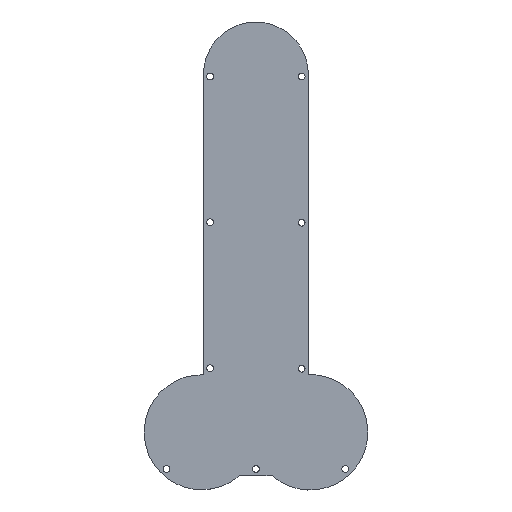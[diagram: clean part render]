
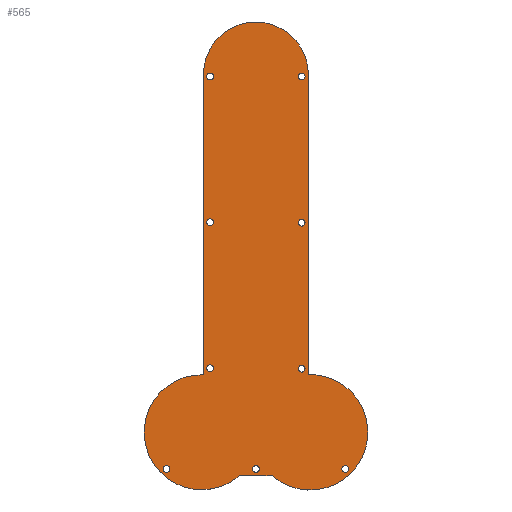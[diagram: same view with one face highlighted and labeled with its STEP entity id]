
A CAD part, top view. The second image highlights one B-rep face of the part: STEP entity #565.
In plain terms, the highlighted planar face has unit normal (0, 0, 1).
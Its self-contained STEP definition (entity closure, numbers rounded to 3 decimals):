
#81 = VERTEX_POINT('',#82);
#82 = CARTESIAN_POINT('',(123.498,-83.027,0.));
#99 = VERTEX_POINT('',#100);
#100 = CARTESIAN_POINT('',(123.5,5.65,0.));
#106 = EDGE_CURVE('',#81,#99,#107,.T.);
#107 = LINE('',#108,#109);
#108 = CARTESIAN_POINT('',(123.498,-83.027,0.));
#109 = VECTOR('',#110,1.);
#110 = DIRECTION('',(0.,1.,0.));
#131 = VERTEX_POINT('',#132);
#132 = CARTESIAN_POINT('',(134.1,-112.85,0.));
#138 = EDGE_CURVE('',#81,#131,#139,.T.);
#139 = CIRCLE('',#140,16.98);
#140 = AXIS2_PLACEMENT_3D('',#141,#142,#143);
#141 = CARTESIAN_POINT('',(123.,-100.,0.));
#142 = DIRECTION('',(0.,0.,1.));
#143 = DIRECTION('',(1.,0.,0.));
#154 = VERTEX_POINT('',#155);
#155 = CARTESIAN_POINT('',(154.5,5.65,0.));
#171 = EDGE_CURVE('',#154,#99,#172,.T.);
#172 = CIRCLE('',#173,15.5);
#173 = AXIS2_PLACEMENT_3D('',#174,#175,#176);
#174 = CARTESIAN_POINT('',(139.,5.6,0.));
#175 = DIRECTION('',(0.,0.,1.));
#176 = DIRECTION('',(1.,0.,0.));
#187 = VERTEX_POINT('',#188);
#188 = CARTESIAN_POINT('',(143.8,-112.85,0.));
#203 = EDGE_CURVE('',#187,#131,#204,.T.);
#204 = LINE('',#205,#206);
#205 = CARTESIAN_POINT('',(143.8,-112.85,0.));
#206 = VECTOR('',#207,1.);
#207 = DIRECTION('',(-1.,0.,0.));
#218 = VERTEX_POINT('',#219);
#219 = CARTESIAN_POINT('',(154.5,-82.961,0.));
#234 = EDGE_CURVE('',#218,#154,#235,.T.);
#235 = LINE('',#236,#237);
#236 = CARTESIAN_POINT('',(154.5,-82.961,0.));
#237 = VECTOR('',#238,1.);
#238 = DIRECTION('',(0.,1.,0.));
#257 = EDGE_CURVE('',#187,#218,#258,.T.);
#258 = CIRCLE('',#259,17.046);
#259 = AXIS2_PLACEMENT_3D('',#260,#261,#262);
#260 = CARTESIAN_POINT('',(155.,-100.,0.));
#261 = DIRECTION('',(0.,0.,1.));
#262 = DIRECTION('',(1.,0.,0.));
#273 = VERTEX_POINT('',#274);
#274 = CARTESIAN_POINT('',(140.,-110.85,0.));
#290 = EDGE_CURVE('',#273,#273,#291,.T.);
#291 = CIRCLE('',#292,1.);
#292 = AXIS2_PLACEMENT_3D('',#293,#294,#295);
#293 = CARTESIAN_POINT('',(139.,-110.85,0.));
#294 = DIRECTION('',(0.,0.,1.));
#295 = DIRECTION('',(1.,0.,0.));
#306 = VERTEX_POINT('',#307);
#307 = CARTESIAN_POINT('',(153.5,-81.25,0.));
#323 = EDGE_CURVE('',#306,#306,#324,.T.);
#324 = CIRCLE('',#325,1.);
#325 = AXIS2_PLACEMENT_3D('',#326,#327,#328);
#326 = CARTESIAN_POINT('',(152.5,-81.25,0.));
#327 = DIRECTION('',(0.,0.,1.));
#328 = DIRECTION('',(1.,0.,0.));
#339 = VERTEX_POINT('',#340);
#340 = CARTESIAN_POINT('',(166.4,-110.85,0.));
#356 = EDGE_CURVE('',#339,#339,#357,.T.);
#357 = CIRCLE('',#358,1.);
#358 = AXIS2_PLACEMENT_3D('',#359,#360,#361);
#359 = CARTESIAN_POINT('',(165.4,-110.85,0.));
#360 = DIRECTION('',(0.,0.,1.));
#361 = DIRECTION('',(1.,0.,0.));
#372 = VERTEX_POINT('',#373);
#373 = CARTESIAN_POINT('',(126.5,-81.1,0.));
#389 = EDGE_CURVE('',#372,#372,#390,.T.);
#390 = CIRCLE('',#391,1.);
#391 = AXIS2_PLACEMENT_3D('',#392,#393,#394);
#392 = CARTESIAN_POINT('',(125.5,-81.1,0.));
#393 = DIRECTION('',(0.,0.,1.));
#394 = DIRECTION('',(1.,0.,0.));
#405 = VERTEX_POINT('',#406);
#406 = CARTESIAN_POINT('',(153.5,-38.15,0.));
#422 = EDGE_CURVE('',#405,#405,#423,.T.);
#423 = CIRCLE('',#424,1.);
#424 = AXIS2_PLACEMENT_3D('',#425,#426,#427);
#425 = CARTESIAN_POINT('',(152.5,-38.15,0.));
#426 = DIRECTION('',(0.,0.,1.));
#427 = DIRECTION('',(1.,0.,0.));
#438 = VERTEX_POINT('',#439);
#439 = CARTESIAN_POINT('',(126.5,-38.,0.));
#455 = EDGE_CURVE('',#438,#438,#456,.T.);
#456 = CIRCLE('',#457,1.);
#457 = AXIS2_PLACEMENT_3D('',#458,#459,#460);
#458 = CARTESIAN_POINT('',(125.5,-38.,0.));
#459 = DIRECTION('',(0.,0.,1.));
#460 = DIRECTION('',(1.,0.,0.));
#471 = VERTEX_POINT('',#472);
#472 = CARTESIAN_POINT('',(153.5,5.,0.));
#488 = EDGE_CURVE('',#471,#471,#489,.T.);
#489 = CIRCLE('',#490,1.);
#490 = AXIS2_PLACEMENT_3D('',#491,#492,#493);
#491 = CARTESIAN_POINT('',(152.5,5.,0.));
#492 = DIRECTION('',(0.,0.,1.));
#493 = DIRECTION('',(1.,0.,0.));
#504 = VERTEX_POINT('',#505);
#505 = CARTESIAN_POINT('',(126.5,5.,0.));
#521 = EDGE_CURVE('',#504,#504,#522,.T.);
#522 = CIRCLE('',#523,1.);
#523 = AXIS2_PLACEMENT_3D('',#524,#525,#526);
#524 = CARTESIAN_POINT('',(125.5,5.,0.));
#525 = DIRECTION('',(0.,0.,1.));
#526 = DIRECTION('',(1.,0.,0.));
#537 = VERTEX_POINT('',#538);
#538 = CARTESIAN_POINT('',(113.6,-110.85,0.));
#554 = EDGE_CURVE('',#537,#537,#555,.T.);
#555 = CIRCLE('',#556,1.);
#556 = AXIS2_PLACEMENT_3D('',#557,#558,#559);
#557 = CARTESIAN_POINT('',(112.6,-110.85,0.));
#558 = DIRECTION('',(0.,0.,1.));
#559 = DIRECTION('',(1.,0.,0.));
#565 = ADVANCED_FACE('',(#566,#574,#577,#580,#583,#586,#589,#592,#595,
    #598),#601,.F.);
#566 = FACE_BOUND('',#567,.F.);
#567 = EDGE_LOOP('',(#568,#569,#570,#571,#572,#573));
#568 = ORIENTED_EDGE('',*,*,#106,.T.);
#569 = ORIENTED_EDGE('',*,*,#171,.F.);
#570 = ORIENTED_EDGE('',*,*,#234,.F.);
#571 = ORIENTED_EDGE('',*,*,#257,.F.);
#572 = ORIENTED_EDGE('',*,*,#203,.T.);
#573 = ORIENTED_EDGE('',*,*,#138,.F.);
#574 = FACE_BOUND('',#575,.F.);
#575 = EDGE_LOOP('',(#576));
#576 = ORIENTED_EDGE('',*,*,#290,.T.);
#577 = FACE_BOUND('',#578,.F.);
#578 = EDGE_LOOP('',(#579));
#579 = ORIENTED_EDGE('',*,*,#323,.T.);
#580 = FACE_BOUND('',#581,.F.);
#581 = EDGE_LOOP('',(#582));
#582 = ORIENTED_EDGE('',*,*,#356,.T.);
#583 = FACE_BOUND('',#584,.F.);
#584 = EDGE_LOOP('',(#585));
#585 = ORIENTED_EDGE('',*,*,#389,.T.);
#586 = FACE_BOUND('',#587,.F.);
#587 = EDGE_LOOP('',(#588));
#588 = ORIENTED_EDGE('',*,*,#422,.T.);
#589 = FACE_BOUND('',#590,.F.);
#590 = EDGE_LOOP('',(#591));
#591 = ORIENTED_EDGE('',*,*,#455,.T.);
#592 = FACE_BOUND('',#593,.F.);
#593 = EDGE_LOOP('',(#594));
#594 = ORIENTED_EDGE('',*,*,#488,.T.);
#595 = FACE_BOUND('',#596,.F.);
#596 = EDGE_LOOP('',(#597));
#597 = ORIENTED_EDGE('',*,*,#521,.T.);
#598 = FACE_BOUND('',#599,.F.);
#599 = EDGE_LOOP('',(#600));
#600 = ORIENTED_EDGE('',*,*,#554,.T.);
#601 = PLANE('',#602);
#602 = AXIS2_PLACEMENT_3D('',#603,#604,#605);
#603 = CARTESIAN_POINT('',(139.015,-55.754,0.));
#604 = DIRECTION('',(-0.,-0.,-1.));
#605 = DIRECTION('',(-1.,0.,0.));
